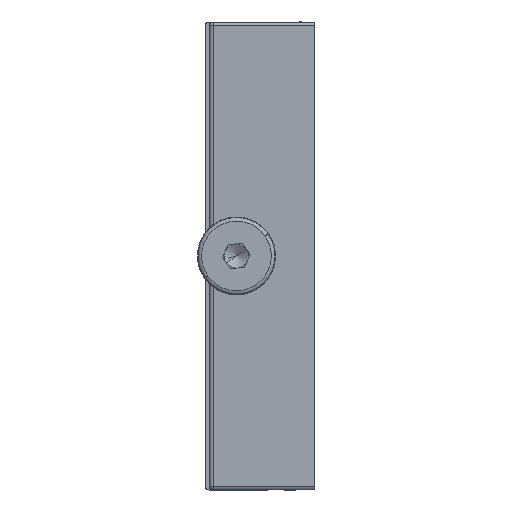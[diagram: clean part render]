
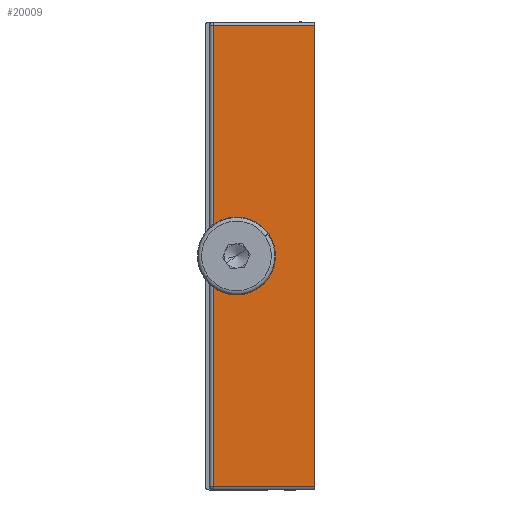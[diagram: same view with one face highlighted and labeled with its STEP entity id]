
A CAD part, left-side view. The second image highlights one B-rep face of the part: STEP entity #20009.
In plain terms, the highlighted planar face has unit normal (-1, 0, 0).
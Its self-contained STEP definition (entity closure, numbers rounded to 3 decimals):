
#925 = DIRECTION ( 'NONE',  ( 0., 1., 0. ) ) ;
#1069 = CARTESIAN_POINT ( 'NONE',  ( -50., 13., -29.5 ) ) ;
#1564 = CARTESIAN_POINT ( 'NONE',  ( -50., 0., -29.5 ) ) ;
#2275 = VECTOR ( 'NONE', #21743, 1000. ) ;
#2976 = VECTOR ( 'NONE', #33879, 1000. ) ;
#4783 = PLANE ( 'NONE',  #7295 ) ;
#4834 = CARTESIAN_POINT ( 'NONE',  ( -50., 0., 29.5 ) ) ;
#5043 = VERTEX_POINT ( 'NONE', #4834 ) ;
#7295 = AXIS2_PLACEMENT_3D ( 'NONE', #23994, #35095, #18579 ) ;
#7970 = EDGE_CURVE ( 'NONE', #21965, #5043, #24221, .T. ) ;
#10330 = VECTOR ( 'NONE', #925, 1000. ) ;
#11274 = VERTEX_POINT ( 'NONE', #22959 ) ;
#12652 = FACE_OUTER_BOUND ( 'NONE', #28966, .T. ) ;
#13918 = ORIENTED_EDGE ( 'NONE', *, *, #25930, .T. ) ;
#14049 = VERTEX_POINT ( 'NONE', #1069 ) ;
#16725 = ORIENTED_EDGE ( 'NONE', *, *, #23246, .T. ) ;
#17319 = LINE ( 'NONE', #23100, #31119 ) ;
#18579 = DIRECTION ( 'NONE',  ( 0., 0., -1. ) ) ;
#20009 = ADVANCED_FACE ( 'NONE', ( #12652 ), #4783, .F. ) ;
#20312 = DIRECTION ( 'NONE',  ( 0., -1., 0. ) ) ;
#20709 = EDGE_CURVE ( 'NONE', #14049, #21965, #17319, .T. ) ;
#21743 = DIRECTION ( 'NONE',  ( 0., 0., 1. ) ) ;
#21943 = CARTESIAN_POINT ( 'NONE',  ( -50., 0., -30. ) ) ;
#21965 = VERTEX_POINT ( 'NONE', #1564 ) ;
#22959 = CARTESIAN_POINT ( 'NONE',  ( -50., 13., 29.5 ) ) ;
#23100 = CARTESIAN_POINT ( 'NONE',  ( -50., 13.5, -29.5 ) ) ;
#23246 = EDGE_CURVE ( 'NONE', #11274, #14049, #25729, .T. ) ;
#23994 = CARTESIAN_POINT ( 'NONE',  ( -50., 13.5, -30. ) ) ;
#24221 = LINE ( 'NONE', #21943, #2275 ) ;
#24940 = LINE ( 'NONE', #31171, #10330 ) ;
#25729 = LINE ( 'NONE', #33762, #2976 ) ;
#25840 = ORIENTED_EDGE ( 'NONE', *, *, #7970, .T. ) ;
#25930 = EDGE_CURVE ( 'NONE', #5043, #11274, #24940, .T. ) ;
#28966 = EDGE_LOOP ( 'NONE', ( #16725, #33963, #25840, #13918 ) ) ;
#31119 = VECTOR ( 'NONE', #20312, 1000. ) ;
#31171 = CARTESIAN_POINT ( 'NONE',  ( -50., 13.5, 29.5 ) ) ;
#33762 = CARTESIAN_POINT ( 'NONE',  ( -50., 13., -30. ) ) ;
#33879 = DIRECTION ( 'NONE',  ( 0., 0., -1. ) ) ;
#33963 = ORIENTED_EDGE ( 'NONE', *, *, #20709, .T. ) ;
#35095 = DIRECTION ( 'NONE',  ( 1., 0., 0. ) ) ;
